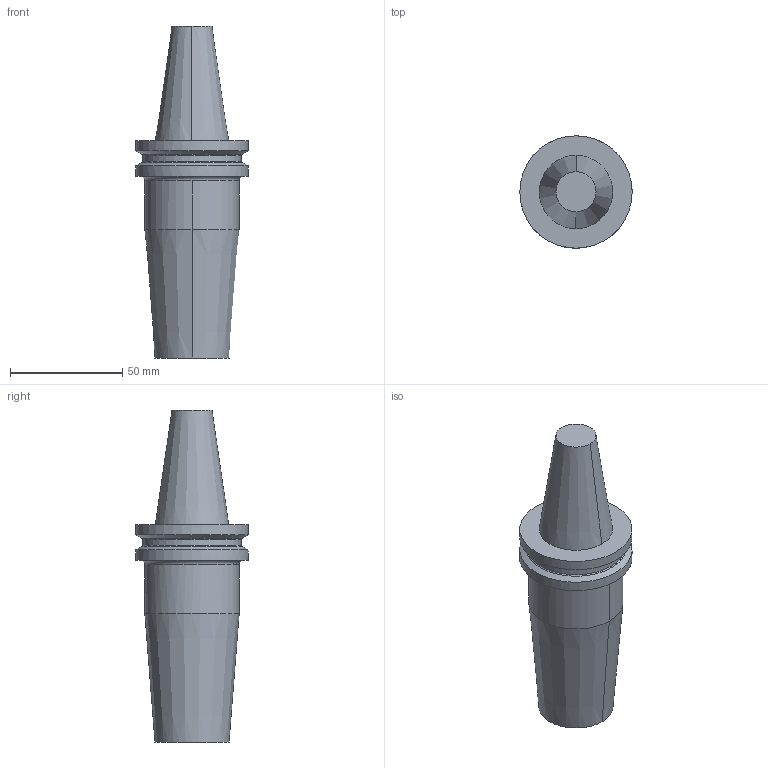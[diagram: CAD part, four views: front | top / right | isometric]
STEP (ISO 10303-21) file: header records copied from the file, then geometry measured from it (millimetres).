
FILE_DESCRIPTION(/* description */ (''),/* implementation_level */ '2;1');
FILE_NAME(/* name */ '69871.30AD-SC.18.100.stp',/* time_stamp */ '2024-06-24T06:49:44+02:00',/* author */ (''),/* organization */ (''),/* preprocessor_version */ 'ST-DEVELOPER v16.7',/* originating_system */ 'SIEMENS PLM Software NX 12.0',/* authorisation */ '');
FILE_SCHEMA (('AUTOMOTIVE_DESIGN { 1 0 10303 214 3 1 1 1 }'));
Length unit declared in the file: millimetre
Products named in the file (1): pf6639C8F234kgs5
Bounding box: 50 x 50 x 147.8 mm (x, y, z)
Volume: 151692.1 mm3; surface area: 19574 mm2
Topology: 1 solids, 1 shells, 18 faces, 40 edges, 26 vertices
Faces by surface type: cone 6, cylinder 5, plane 4, torus 3
Full cylindrical faces by diameter (mm): 44.05 x1, 50 x2
Entity records: 467 total; most frequent: DIRECTION 88, CARTESIAN_POINT 66, ORIENTED_EDGE 50, AXIS2_PLACEMENT_3D 41, EDGE_LOOP 28, EDGE_CURVE 25, FACE_BOUND 20, VERTEX_POINT 19
